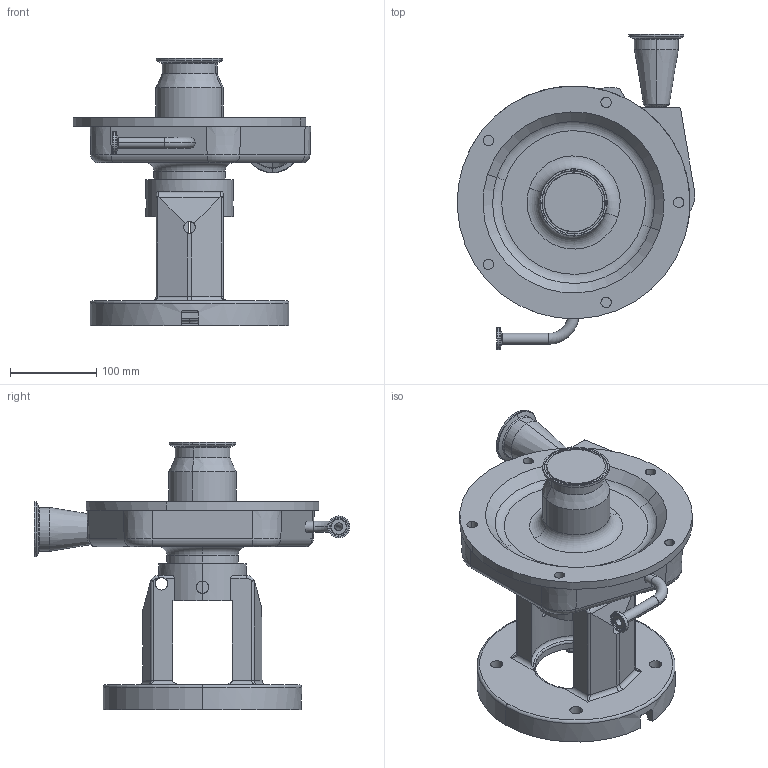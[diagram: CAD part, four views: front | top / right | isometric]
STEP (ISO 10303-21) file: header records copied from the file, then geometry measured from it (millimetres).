
FILE_DESCRIPTION (( 'STEP AP214' ), '1' );
FILE_NAME ('FPX 741-742 250TC VERT 1-2 In ELBOW LEFT.STEP', '2022-12-16T17:39:34', ( '' ), ( '' ), 'SwSTEP 2.0', 'SolidWorks 2021', '' );
FILE_SCHEMA (( 'AUTOMOTIVE_DESIGN' ));
Length unit declared in the file: millimetre
Products named in the file (2): FPX 740 250TC VERT 1-2 In ELBOW LEFT^1275000082.STEP; FPX 741-742 250TC VERT 1-2 In ELBOW LEFT
Assembly tree (1 placements, depth 2):
  FPX 741-742 250TC VERT 1-2 In ELBOW LEFT
    FPX 740 250TC VERT 1-2 In ELBOW LEFT^1275000082.STEP
Bounding box: 275.45 x 365.7 x 310 mm (x, y, z)
Volume: 3825502.9 mm3; surface area: 494034.6 mm2
Topology: 1 solids, 2 shells, 398 faces, 969 edges, 573 vertices
Faces by surface type: cylinder 152, torus 107, plane 72, cone 41, bspline 19, sphere 7
Entity records: 19278 total; most frequent: CARTESIAN_POINT 9860, DIRECTION 2102, ORIENTED_EDGE 1922, EDGE_CURVE 961, AXIS2_PLACEMENT_3D 893, VERTEX_POINT 572, CIRCLE 510, EDGE_LOOP 429
